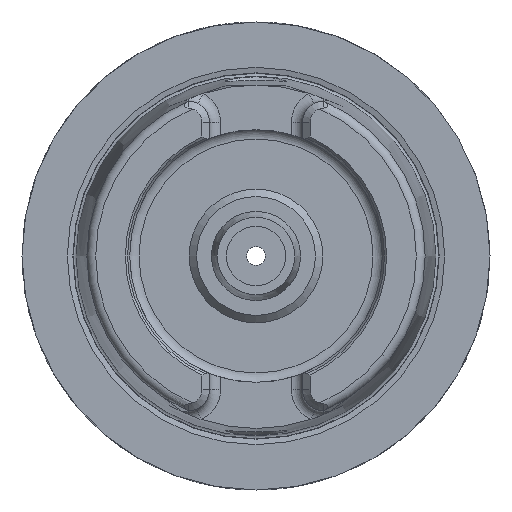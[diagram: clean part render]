
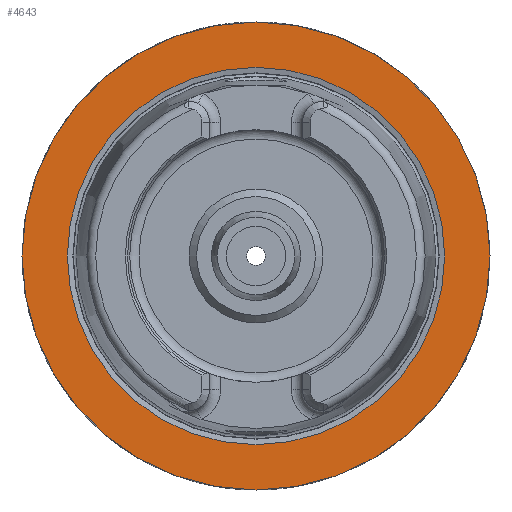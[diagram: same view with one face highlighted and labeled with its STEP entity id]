
A CAD part, left-side view. The second image highlights one B-rep face of the part: STEP entity #4643.
In plain terms, the highlighted planar face has unit normal (-1, 0, 0).
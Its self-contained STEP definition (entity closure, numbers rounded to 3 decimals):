
#3834=CARTESIAN_POINT('',(0.0,31.5,0.0));
#3835=VERTEX_POINT('',#3834);
#3836=CARTESIAN_POINT('',(0.0,0.0,0.0));
#3837=DIRECTION('',(1.0,0.0,0.0));
#3838=DIRECTION('',(0.0,1.0,0.0));
#3839=AXIS2_PLACEMENT_3D('',#3836,#3837,#3838);
#3840=CIRCLE('',#3839,31.5);
#3841=EDGE_CURVE('',#3835,#3835,#3840,.T.);
#4617=CARTESIAN_POINT('',(0.0,25.4,0.0));
#4618=VERTEX_POINT('',#4617);
#4619=CARTESIAN_POINT('',(0.0,0.0,0.0));
#4620=DIRECTION('',(1.0,0.0,0.0));
#4621=DIRECTION('',(0.0,1.0,0.0));
#4622=AXIS2_PLACEMENT_3D('',#4619,#4620,#4621);
#4623=CIRCLE('',#4622,25.4);
#4624=EDGE_CURVE('',#4618,#4618,#4623,.T.);
#4632=CARTESIAN_POINT('',(0.0,28.45,0.0));
#4633=DIRECTION('',(-1.0,0.0,0.0));
#4634=DIRECTION('',(0.0,0.0,1.0));
#4635=AXIS2_PLACEMENT_3D('',#4632,#4633,#4634);
#4636=PLANE('',#4635);
#4637=ORIENTED_EDGE('',*,*,#3841,.F.);
#4638=EDGE_LOOP('',(#4637));
#4639=FACE_OUTER_BOUND('',#4638,.T.);
#4640=ORIENTED_EDGE('',*,*,#4624,.T.);
#4641=EDGE_LOOP('',(#4640));
#4642=FACE_BOUND('',#4641,.T.);
#4643=ADVANCED_FACE('',(#4639,#4642),#4636,.T.);
